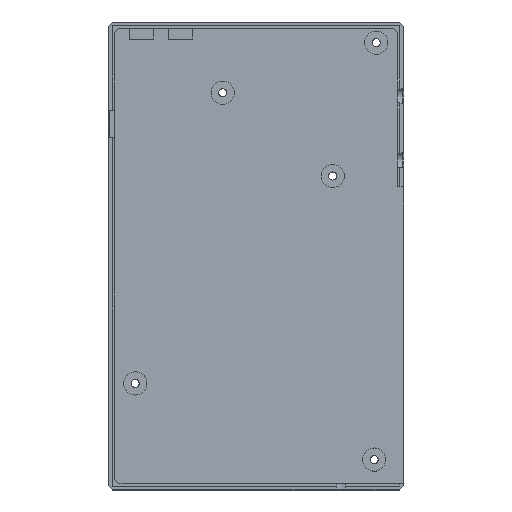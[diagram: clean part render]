
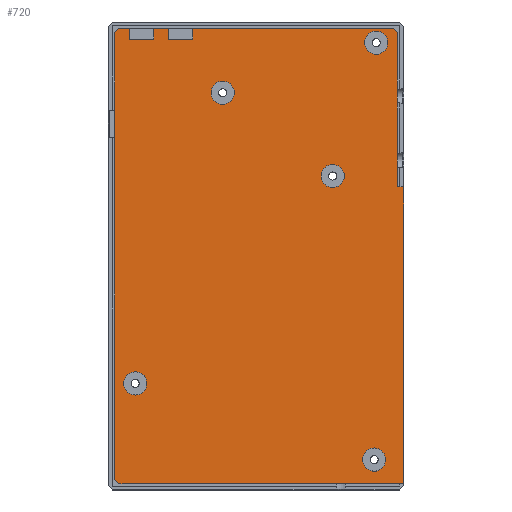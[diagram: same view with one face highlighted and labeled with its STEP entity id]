
A CAD part, top view. The second image highlights one B-rep face of the part: STEP entity #720.
In plain terms, the highlighted planar face has unit normal (0, 0, 1).
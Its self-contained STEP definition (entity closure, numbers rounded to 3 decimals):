
#84 = VERTEX_POINT('',#85);
#85 = CARTESIAN_POINT('',(35.,16.385,-9.));
#91 = EDGE_CURVE('',#92,#84,#94,.T.);
#92 = VERTEX_POINT('',#93);
#93 = CARTESIAN_POINT('',(35.,-54.,-9.));
#94 = LINE('',#95,#96);
#95 = CARTESIAN_POINT('',(35.,-54.,-9.));
#96 = VECTOR('',#97,1.);
#97 = DIRECTION('',(0.,1.,0.));
#529 = EDGE_CURVE('',#92,#530,#532,.T.);
#530 = VERTEX_POINT('',#531);
#531 = CARTESIAN_POINT('',(-32.5,-54.,-9.));
#532 = LINE('',#533,#534);
#533 = CARTESIAN_POINT('',(35.,-54.,-9.));
#534 = VECTOR('',#535,1.);
#535 = DIRECTION('',(-1.,-0.,-0.));
#720 = ADVANCED_FACE('',(#721,#843,#854,#865,#876,#887),#898,.T.);
#721 = FACE_BOUND('',#722,.T.);
#722 = EDGE_LOOP('',(#723,#731,#732,#733,#741,#749,#757,#765,#773,#781,
    #789,#797,#805,#813,#821,#829,#837));
#723 = ORIENTED_EDGE('',*,*,#724,.F.);
#724 = EDGE_CURVE('',#530,#725,#727,.T.);
#725 = VERTEX_POINT('',#726);
#726 = CARTESIAN_POINT('',(-33.5,-53.,-9.));
#727 = LINE('',#728,#729);
#728 = CARTESIAN_POINT('',(-37.938,-48.563,-9.));
#729 = VECTOR('',#730,1.);
#730 = DIRECTION('',(-0.707,0.707,0.));
#731 = ORIENTED_EDGE('',*,*,#529,.F.);
#732 = ORIENTED_EDGE('',*,*,#91,.T.);
#733 = ORIENTED_EDGE('',*,*,#734,.T.);
#734 = EDGE_CURVE('',#84,#735,#737,.T.);
#735 = VERTEX_POINT('',#736);
#736 = CARTESIAN_POINT('',(33.5,16.385,-9.));
#737 = LINE('',#738,#739);
#738 = CARTESIAN_POINT('',(35.,16.385,-9.));
#739 = VECTOR('',#740,1.);
#740 = DIRECTION('',(-1.,-0.,-0.));
#741 = ORIENTED_EDGE('',*,*,#742,.T.);
#742 = EDGE_CURVE('',#735,#743,#745,.T.);
#743 = VERTEX_POINT('',#744);
#744 = CARTESIAN_POINT('',(33.5,53.,-9.));
#745 = LINE('',#746,#747);
#746 = CARTESIAN_POINT('',(33.5,-54.,-9.));
#747 = VECTOR('',#748,1.);
#748 = DIRECTION('',(0.,1.,0.));
#749 = ORIENTED_EDGE('',*,*,#750,.T.);
#750 = EDGE_CURVE('',#743,#751,#753,.T.);
#751 = VERTEX_POINT('',#752);
#752 = CARTESIAN_POINT('',(32.5,54.,-9.));
#753 = LINE('',#754,#755);
#754 = CARTESIAN_POINT('',(38.313,48.188,-9.));
#755 = VECTOR('',#756,1.);
#756 = DIRECTION('',(-0.707,0.707,0.));
#757 = ORIENTED_EDGE('',*,*,#758,.T.);
#758 = EDGE_CURVE('',#751,#759,#761,.T.);
#759 = VERTEX_POINT('',#760);
#760 = CARTESIAN_POINT('',(-15.05,54.,-9.));
#761 = LINE('',#762,#763);
#762 = CARTESIAN_POINT('',(33.5,54.,-9.));
#763 = VECTOR('',#764,1.);
#764 = DIRECTION('',(-1.,0.,0.));
#765 = ORIENTED_EDGE('',*,*,#766,.F.);
#766 = EDGE_CURVE('',#767,#759,#769,.T.);
#767 = VERTEX_POINT('',#768);
#768 = CARTESIAN_POINT('',(-15.05,51.43,-9.));
#769 = LINE('',#770,#771);
#770 = CARTESIAN_POINT('',(-15.05,51.43,-9.));
#771 = VECTOR('',#772,1.);
#772 = DIRECTION('',(0.,1.,0.));
#773 = ORIENTED_EDGE('',*,*,#774,.F.);
#774 = EDGE_CURVE('',#775,#767,#777,.T.);
#775 = VERTEX_POINT('',#776);
#776 = CARTESIAN_POINT('',(-20.75,51.43,-9.));
#777 = LINE('',#778,#779);
#778 = CARTESIAN_POINT('',(-20.75,51.43,-9.));
#779 = VECTOR('',#780,1.);
#780 = DIRECTION('',(1.,0.,0.));
#781 = ORIENTED_EDGE('',*,*,#782,.F.);
#782 = EDGE_CURVE('',#783,#775,#785,.T.);
#783 = VERTEX_POINT('',#784);
#784 = CARTESIAN_POINT('',(-20.75,54.,-9.));
#785 = LINE('',#786,#787);
#786 = CARTESIAN_POINT('',(-20.75,54.,-9.));
#787 = VECTOR('',#788,1.);
#788 = DIRECTION('',(0.,-1.,0.));
#789 = ORIENTED_EDGE('',*,*,#790,.T.);
#790 = EDGE_CURVE('',#783,#791,#793,.T.);
#791 = VERTEX_POINT('',#792);
#792 = CARTESIAN_POINT('',(-24.26,54.,-9.));
#793 = LINE('',#794,#795);
#794 = CARTESIAN_POINT('',(33.5,54.,-9.));
#795 = VECTOR('',#796,1.);
#796 = DIRECTION('',(-1.,0.,0.));
#797 = ORIENTED_EDGE('',*,*,#798,.F.);
#798 = EDGE_CURVE('',#799,#791,#801,.T.);
#799 = VERTEX_POINT('',#800);
#800 = CARTESIAN_POINT('',(-24.26,51.43,-9.));
#801 = LINE('',#802,#803);
#802 = CARTESIAN_POINT('',(-24.26,51.43,-9.));
#803 = VECTOR('',#804,1.);
#804 = DIRECTION('',(0.,1.,0.));
#805 = ORIENTED_EDGE('',*,*,#806,.F.);
#806 = EDGE_CURVE('',#807,#799,#809,.T.);
#807 = VERTEX_POINT('',#808);
#808 = CARTESIAN_POINT('',(-29.96,51.43,-9.));
#809 = LINE('',#810,#811);
#810 = CARTESIAN_POINT('',(-29.96,51.43,-9.));
#811 = VECTOR('',#812,1.);
#812 = DIRECTION('',(1.,0.,0.));
#813 = ORIENTED_EDGE('',*,*,#814,.F.);
#814 = EDGE_CURVE('',#815,#807,#817,.T.);
#815 = VERTEX_POINT('',#816);
#816 = CARTESIAN_POINT('',(-29.96,54.,-9.));
#817 = LINE('',#818,#819);
#818 = CARTESIAN_POINT('',(-29.96,54.,-9.));
#819 = VECTOR('',#820,1.);
#820 = DIRECTION('',(0.,-1.,0.));
#821 = ORIENTED_EDGE('',*,*,#822,.T.);
#822 = EDGE_CURVE('',#815,#823,#825,.T.);
#823 = VERTEX_POINT('',#824);
#824 = CARTESIAN_POINT('',(-32.5,54.,-9.));
#825 = LINE('',#826,#827);
#826 = CARTESIAN_POINT('',(33.5,54.,-9.));
#827 = VECTOR('',#828,1.);
#828 = DIRECTION('',(-1.,0.,0.));
#829 = ORIENTED_EDGE('',*,*,#830,.F.);
#830 = EDGE_CURVE('',#831,#823,#833,.T.);
#831 = VERTEX_POINT('',#832);
#832 = CARTESIAN_POINT('',(-33.5,53.,-9.));
#833 = LINE('',#834,#835);
#834 = CARTESIAN_POINT('',(-38.017,48.483,-9.));
#835 = VECTOR('',#836,1.);
#836 = DIRECTION('',(0.707,0.707,0.));
#837 = ORIENTED_EDGE('',*,*,#838,.T.);
#838 = EDGE_CURVE('',#831,#725,#839,.T.);
#839 = LINE('',#840,#841);
#840 = CARTESIAN_POINT('',(-33.5,54.,-9.));
#841 = VECTOR('',#842,1.);
#842 = DIRECTION('',(0.,-1.,0.));
#843 = FACE_BOUND('',#844,.T.);
#844 = EDGE_LOOP('',(#845));
#845 = ORIENTED_EDGE('',*,*,#846,.F.);
#846 = EDGE_CURVE('',#847,#847,#849,.T.);
#847 = VERTEX_POINT('',#848);
#848 = CARTESIAN_POINT('',(-25.9,-30.23,-9.));
#849 = CIRCLE('',#850,2.75);
#850 = AXIS2_PLACEMENT_3D('',#851,#852,#853);
#851 = CARTESIAN_POINT('',(-28.65,-30.23,-9.));
#852 = DIRECTION('',(0.,0.,1.));
#853 = DIRECTION('',(1.,0.,0.));
#854 = FACE_BOUND('',#855,.T.);
#855 = EDGE_LOOP('',(#856));
#856 = ORIENTED_EDGE('',*,*,#857,.F.);
#857 = EDGE_CURVE('',#858,#858,#860,.T.);
#858 = VERTEX_POINT('',#859);
#859 = CARTESIAN_POINT('',(30.76,-48.29,-9.));
#860 = CIRCLE('',#861,2.75);
#861 = AXIS2_PLACEMENT_3D('',#862,#863,#864);
#862 = CARTESIAN_POINT('',(28.01,-48.29,-9.));
#863 = DIRECTION('',(0.,0.,1.));
#864 = DIRECTION('',(1.,0.,0.));
#865 = FACE_BOUND('',#866,.T.);
#866 = EDGE_LOOP('',(#867));
#867 = ORIENTED_EDGE('',*,*,#868,.F.);
#868 = EDGE_CURVE('',#869,#869,#871,.T.);
#869 = VERTEX_POINT('',#870);
#870 = CARTESIAN_POINT('',(-5.16,38.71,-9.));
#871 = CIRCLE('',#872,2.75);
#872 = AXIS2_PLACEMENT_3D('',#873,#874,#875);
#873 = CARTESIAN_POINT('',(-7.91,38.71,-9.));
#874 = DIRECTION('',(0.,0.,1.));
#875 = DIRECTION('',(1.,0.,0.));
#876 = FACE_BOUND('',#877,.T.);
#877 = EDGE_LOOP('',(#878));
#878 = ORIENTED_EDGE('',*,*,#879,.F.);
#879 = EDGE_CURVE('',#880,#880,#882,.T.);
#880 = VERTEX_POINT('',#881);
#881 = CARTESIAN_POINT('',(20.94,18.98,-9.));
#882 = CIRCLE('',#883,2.75);
#883 = AXIS2_PLACEMENT_3D('',#884,#885,#886);
#884 = CARTESIAN_POINT('',(18.19,18.98,-9.));
#885 = DIRECTION('',(0.,0.,1.));
#886 = DIRECTION('',(1.,0.,0.));
#887 = FACE_BOUND('',#888,.T.);
#888 = EDGE_LOOP('',(#889));
#889 = ORIENTED_EDGE('',*,*,#890,.F.);
#890 = EDGE_CURVE('',#891,#891,#893,.T.);
#891 = VERTEX_POINT('',#892);
#892 = CARTESIAN_POINT('',(31.25,50.6,-9.));
#893 = CIRCLE('',#894,2.75);
#894 = AXIS2_PLACEMENT_3D('',#895,#896,#897);
#895 = CARTESIAN_POINT('',(28.5,50.6,-9.));
#896 = DIRECTION('',(0.,0.,1.));
#897 = DIRECTION('',(1.,0.,0.));
#898 = PLANE('',#899);
#899 = AXIS2_PLACEMENT_3D('',#900,#901,#902);
#900 = CARTESIAN_POINT('',(0.59,-0.16,-9.));
#901 = DIRECTION('',(0.,0.,1.));
#902 = DIRECTION('',(1.,0.,0.));
